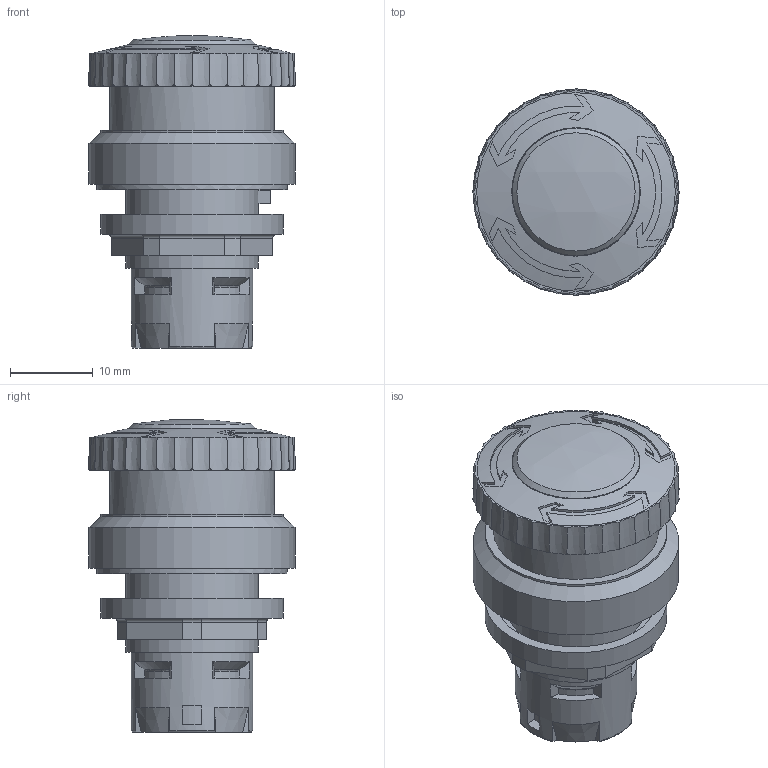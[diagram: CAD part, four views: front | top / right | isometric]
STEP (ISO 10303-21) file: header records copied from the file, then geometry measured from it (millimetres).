
FILE_DESCRIPTION(/* description */ (''),/* implementation_level */ '2;1');
FILE_NAME(/* name */ 'RKVLBGB.stp',/* time_stamp */ '2017-08-28T10:06:00+02:00',/* author */ ('mharscher'),/* organization */ (''),/* preprocessor_version */ 'ST-DEVELOPER v16.1',/* originating_system */ 'Autodesk Inventor 2016',/* authorisation */ '');
FILE_SCHEMA (('AUTOMOTIVE_DESIGN { 1 0 10303 214 3 1 1 }'));
Length unit declared in the file: centimetre
Products named in the file (1): RKVLBGB
Bounding box: 25 x 25 x 37.81 mm (x, y, z)
Volume: 10729.3 mm3; surface area: 4760.9 mm2
Topology: 1 solids, 7 shells, 240 faces, 580 edges, 380 vertices
Faces by surface type: plane 122, cone 55, cylinder 40, sphere 12, torus 11
Full cylindrical faces by diameter (mm): 14.7 x1, 15.4 x1, 15.5 x1, 16 x1, 16.008 x2, 16.5 x1, 17.2 x1, 19.5 x1, 19.9 x1, 22 x2, 23 x1, 24.9 x1
Entity records: 8269 total; most frequent: CARTESIAN_POINT 2678, DIRECTION 1241, ORIENTED_EDGE 1094, EDGE_CURVE 546, AXIS2_PLACEMENT_3D 526, VERTEX_POINT 371, EDGE_LOOP 291, CIRCLE 273
